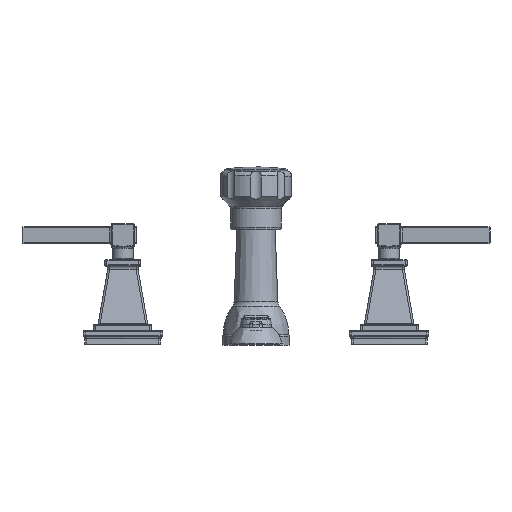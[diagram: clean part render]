
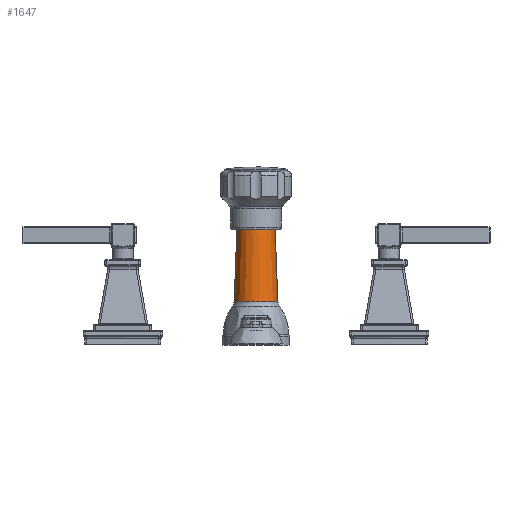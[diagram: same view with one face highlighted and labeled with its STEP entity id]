
A CAD part, top view. The second image highlights one B-rep face of the part: STEP entity #1647.
In plain terms, the highlighted conical face has half-angle 2.15 degrees and reference radius 15.652 mm.
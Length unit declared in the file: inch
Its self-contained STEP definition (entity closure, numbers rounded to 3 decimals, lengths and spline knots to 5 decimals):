
#786=CARTESIAN_POINT('',(0.,3.468,-9.));
#787=DIRECTION('',(0.,-1.,0.));
#788=DIRECTION('',(1.,0.,0.));
#789=AXIS2_PLACEMENT_3D('',#786,#787,#788);
#796=DIRECTION('',(0.038,-0.999,0.));
#797=VECTOR('',#796,2.16618);
#798=CARTESIAN_POINT('',(0.57559,3.468,-9.));
#799=LINE('',#798,#797);
#800=DIRECTION('',(-0.038,-0.999,0.));
#801=VECTOR('',#800,2.16618);
#802=CARTESIAN_POINT('',(-0.57559,3.468,-9.));
#803=LINE('',#802,#801);
#819=CARTESIAN_POINT('',(0.,1.30334,-9.));
#820=DIRECTION('',(0.,1.,0.));
#821=DIRECTION('',(-1.,0.,0.));
#822=AXIS2_PLACEMENT_3D('',#819,#820,#821);
#824=CARTESIAN_POINT('',(0.,1.30334,-9.));
#825=DIRECTION('',(0.,1.,0.));
#826=DIRECTION('',(-1.,0.,0.008));
#827=AXIS2_PLACEMENT_3D('',#824,#825,#826);
#967=CARTESIAN_POINT('',(0.57559,3.468,-9.));
#968=CARTESIAN_POINT('',(-0.57559,3.468,-9.));
#969=VERTEX_POINT('',#967);
#970=VERTEX_POINT('',#968);
#971=CARTESIAN_POINT('',(0.65687,1.30334,-9.));
#972=VERTEX_POINT('',#971);
#973=CARTESIAN_POINT('',(-0.65685,1.30334,
-8.99472));
#974=VERTEX_POINT('',#973);
#975=CARTESIAN_POINT('',(-0.65687,1.30334,-9.));
#976=VERTEX_POINT('',#975);
#1631=CARTESIAN_POINT('',(0.,2.38567,-9.));
#1632=DIRECTION('',(0.,-1.,0.));
#1633=DIRECTION('',(-1.,0.,0.));
#1634=AXIS2_PLACEMENT_3D('',#1631,#1632,#1633);
#1635=CONICAL_SURFACE('',#1634,0.61623,2.15);
#1636=ORIENTED_EDGE('',*,*,#1624,.F.);
#1638=ORIENTED_EDGE('',*,*,#1637,.T.);
#1640=ORIENTED_EDGE('',*,*,#1639,.F.);
#1642=ORIENTED_EDGE('',*,*,#1641,.F.);
#1644=ORIENTED_EDGE('',*,*,#1643,.F.);
#1645=EDGE_LOOP('',(#1636,#1638,#1640,#1642,#1644));
#1646=FACE_OUTER_BOUND('',#1645,.F.);
#1647=ADVANCED_FACE('',(#1646),#1635,.T.);
#790=CIRCLE('',#789,0.57559);
#823=CIRCLE('',#822,0.65687);
#828=CIRCLE('',#827,0.65687);
#1624=EDGE_CURVE('',#969,#970,#790,.T.);
#1637=EDGE_CURVE('',#969,#972,#799,.T.);
#1639=EDGE_CURVE('',#974,#972,#828,.T.);
#1641=EDGE_CURVE('',#976,#974,#823,.T.);
#1643=EDGE_CURVE('',#970,#976,#803,.T.);
